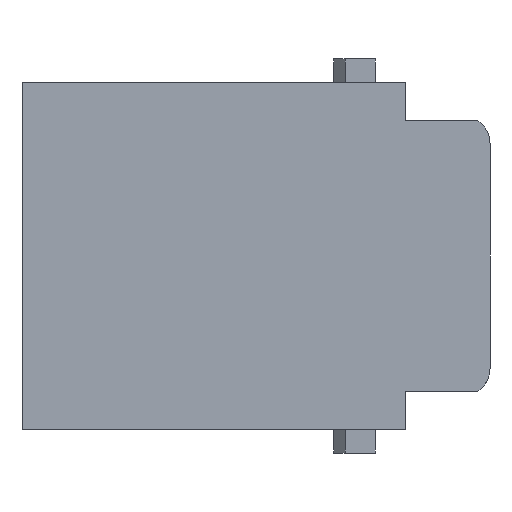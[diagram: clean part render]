
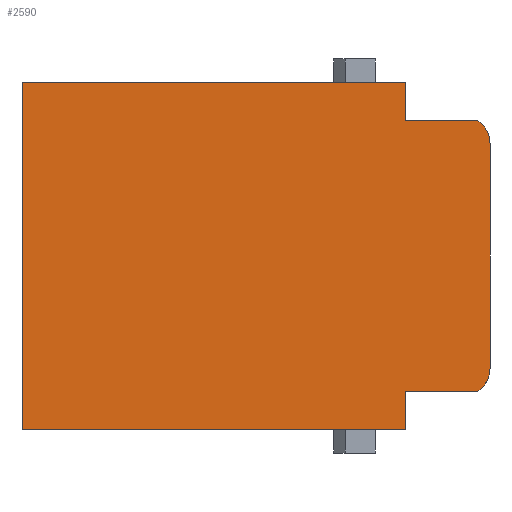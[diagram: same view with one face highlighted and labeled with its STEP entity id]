
A CAD part, left-side view. The second image highlights one B-rep face of the part: STEP entity #2590.
In plain terms, the highlighted planar face has unit normal (-1, 0, 0).
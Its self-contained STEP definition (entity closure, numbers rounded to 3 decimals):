
#20=CARTESIAN_POINT('',(-7.3,-22.75,9.8));
#21=DIRECTION('',(1.,0.,0.));
#22=DIRECTION('',(0.,-0.553,0.833));
#23=AXIS2_PLACEMENT_3D('',#20,#21,#22);
#29=DIRECTION('',(0.,0.,-1.));
#30=VECTOR('',#29,19.6);
#31=CARTESIAN_POINT('',(-7.3,-25.15,9.8));
#32=LINE('',#31,#30);
#36=CARTESIAN_POINT('',(-7.3,-22.75,-9.8));
#37=DIRECTION('',(1.,0.,0.));
#38=DIRECTION('',(0.,-1.,0.));
#39=AXIS2_PLACEMENT_3D('',#36,#37,#38);
#44=DIRECTION('',(0.,1.,0.));
#45=VECTOR('',#44,33.5);
#46=CARTESIAN_POINT('',(-7.3,-17.8,-15.15));
#47=LINE('',#46,#45);
#51=DIRECTION('',(0.,-1.,0.));
#52=VECTOR('',#51,33.5);
#53=CARTESIAN_POINT('',(-7.3,15.7,15.15));
#54=LINE('',#53,#52);
#271=DIRECTION('',(0.,0.,-1.));
#272=VECTOR('',#271,30.3);
#273=CARTESIAN_POINT('',(-7.3,15.7,15.15));
#274=LINE('',#273,#272);
#1219=DIRECTION('',(0.,1.,0.));
#1220=VECTOR('',#1219,6.277);
#1221=CARTESIAN_POINT('',(-7.3,-24.077,11.8));
#1222=LINE('',#1221,#1220);
#1248=DIRECTION('',(0.,0.,1.));
#1249=VECTOR('',#1248,3.35);
#1250=CARTESIAN_POINT('',(-7.3,-17.8,11.8));
#1251=LINE('',#1250,#1249);
#2036=DIRECTION('',(0.,0.,1.));
#2037=VECTOR('',#2036,3.35);
#2038=CARTESIAN_POINT('',(-7.3,-17.8,-15.15));
#2039=LINE('',#2038,#2037);
#2065=DIRECTION('',(0.,-1.,0.));
#2066=VECTOR('',#2065,6.277);
#2067=CARTESIAN_POINT('',(-7.3,-17.8,-11.8));
#2068=LINE('',#2067,#2066);
#2171=CARTESIAN_POINT('',(-7.3,-24.077,11.8));
#2172=CARTESIAN_POINT('',(-7.3,-25.15,9.8));
#2173=VERTEX_POINT('',#2171);
#2174=VERTEX_POINT('',#2172);
#2175=CARTESIAN_POINT('',(-7.3,-25.15,-9.8));
#2176=VERTEX_POINT('',#2175);
#2177=CARTESIAN_POINT('',(-7.3,-24.077,-11.8));
#2178=VERTEX_POINT('',#2177);
#2179=CARTESIAN_POINT('',(-7.3,-17.8,-11.8));
#2180=VERTEX_POINT('',#2179);
#2181=CARTESIAN_POINT('',(-7.3,-17.8,-15.15));
#2182=VERTEX_POINT('',#2181);
#2183=CARTESIAN_POINT('',(-7.3,15.7,-15.15));
#2184=VERTEX_POINT('',#2183);
#2185=CARTESIAN_POINT('',(-7.3,15.7,15.15));
#2186=VERTEX_POINT('',#2185);
#2187=CARTESIAN_POINT('',(-7.3,-17.8,15.15));
#2188=VERTEX_POINT('',#2187);
#2189=CARTESIAN_POINT('',(-7.3,-17.8,11.8));
#2190=VERTEX_POINT('',#2189);
#2563=CARTESIAN_POINT('',(-7.3,1.032,2.262));
#2564=DIRECTION('',(1.,0.,0.));
#2565=DIRECTION('',(0.,0.,1.));
#2566=AXIS2_PLACEMENT_3D('',#2563,#2564,#2565);
#2567=PLANE('',#2566);
#2569=ORIENTED_EDGE('',*,*,#2568,.T.);
#2571=ORIENTED_EDGE('',*,*,#2570,.T.);
#2573=ORIENTED_EDGE('',*,*,#2572,.T.);
#2575=ORIENTED_EDGE('',*,*,#2574,.F.);
#2577=ORIENTED_EDGE('',*,*,#2576,.F.);
#2579=ORIENTED_EDGE('',*,*,#2578,.T.);
#2581=ORIENTED_EDGE('',*,*,#2580,.F.);
#2583=ORIENTED_EDGE('',*,*,#2582,.T.);
#2585=ORIENTED_EDGE('',*,*,#2584,.F.);
#2587=ORIENTED_EDGE('',*,*,#2586,.F.);
#2588=EDGE_LOOP('',(#2569,#2571,#2573,#2575,#2577,#2579,#2581,#2583,#2585,
#2587));
#2589=FACE_OUTER_BOUND('',#2588,.F.);
#24=CIRCLE('',#23,2.4);
#40=CIRCLE('',#39,2.4);
#2568=EDGE_CURVE('',#2173,#2174,#24,.T.);
#2570=EDGE_CURVE('',#2174,#2176,#32,.T.);
#2572=EDGE_CURVE('',#2176,#2178,#40,.T.);
#2574=EDGE_CURVE('',#2180,#2178,#2068,.T.);
#2576=EDGE_CURVE('',#2182,#2180,#2039,.T.);
#2578=EDGE_CURVE('',#2182,#2184,#47,.T.);
#2580=EDGE_CURVE('',#2186,#2184,#274,.T.);
#2582=EDGE_CURVE('',#2186,#2188,#54,.T.);
#2584=EDGE_CURVE('',#2190,#2188,#1251,.T.);
#2586=EDGE_CURVE('',#2173,#2190,#1222,.T.);
#2590=ADVANCED_FACE('',(#2589),#2567,.F.);
